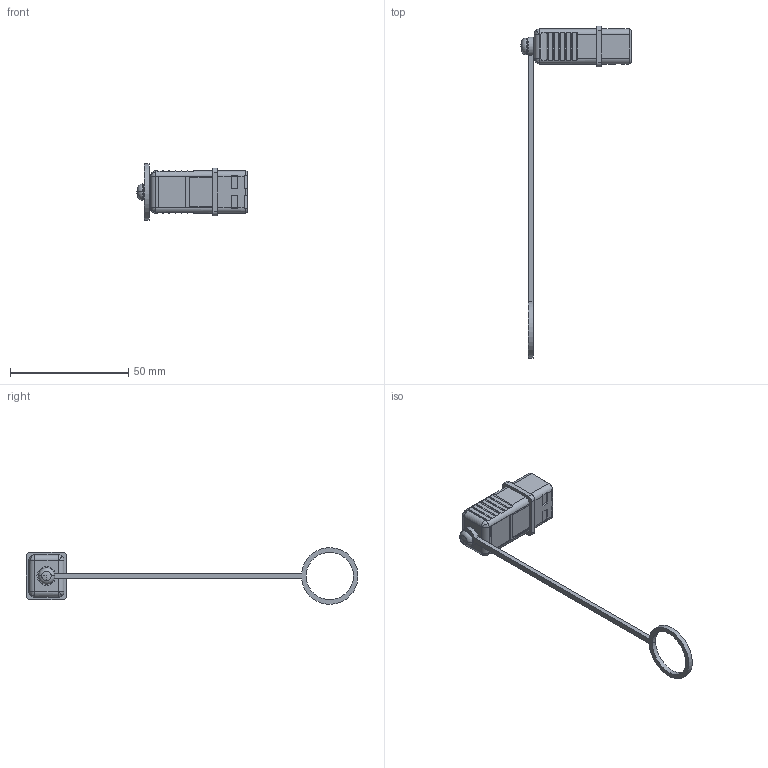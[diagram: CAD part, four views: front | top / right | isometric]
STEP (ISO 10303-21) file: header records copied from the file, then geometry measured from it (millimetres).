
FILE_DESCRIPTION (( 'STEP AP214' ), '1' );
FILE_NAME ('H80030A0001.STEP', '2015-02-03T14:27:03', ( '' ), ( '' ), 'SwSTEP 2.0', 'SolidWorks 2014', '' );
FILE_SCHEMA (( 'AUTOMOTIVE_DESIGN' ));
Length unit declared in the file: millimetre
Products named in the file (3): H80030A0001; h80030A0001; h80030A0001H1
Assembly tree (2 placements, depth 2):
  H80030A0001
    h80030A0001
    h80030A0001H1
Bounding box: 46.7 x 140.6 x 23.92 mm (x, y, z)
Volume: 3981.3 mm3; surface area: 7056.5 mm2
Topology: 2 solids, 2 shells, 281 faces, 770 edges, 497 vertices
Faces by surface type: plane 153, cylinder 98, bspline 24, cone 4, torus 2
Entity records: 9646 total; most frequent: CARTESIAN_POINT 2638, ORIENTED_EDGE 1524, DIRECTION 1342, EDGE_CURVE 762, VERTEX_POINT 497, VECTOR 480, LINE 480, AXIS2_PLACEMENT_3D 431
